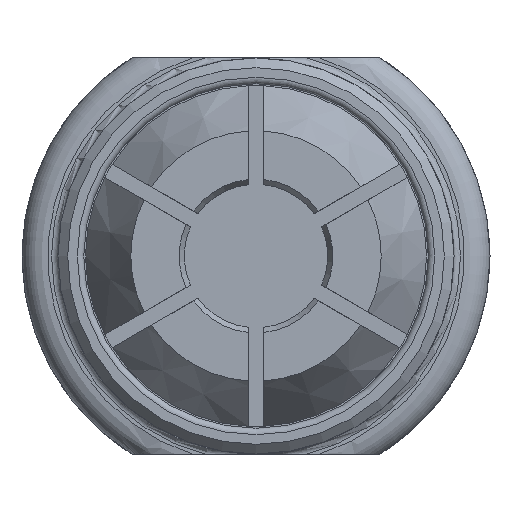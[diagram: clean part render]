
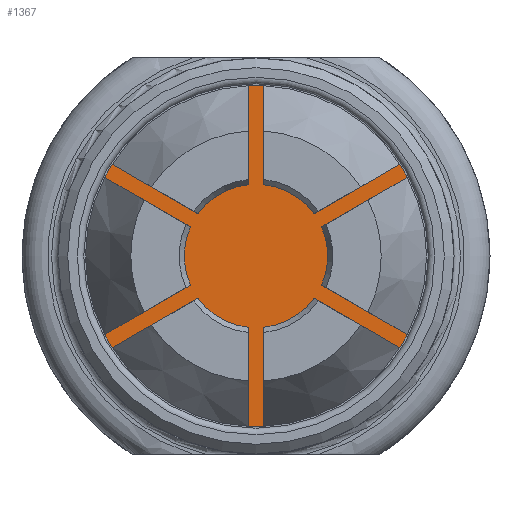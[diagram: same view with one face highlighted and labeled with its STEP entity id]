
A CAD part, left-side view. The second image highlights one B-rep face of the part: STEP entity #1367.
In plain terms, the highlighted planar face has unit normal (-1, 0, 0).
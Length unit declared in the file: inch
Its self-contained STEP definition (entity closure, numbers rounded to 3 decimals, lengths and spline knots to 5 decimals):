
#60=PLANE($,#1488);
#227=FACE_OUTER_BOUND($,#307,.T.);
#307=EDGE_LOOP($,(#1013,#1014,#1015,#1016,#1017,#1018,#1019,#1020,#1021,
#1022,#1023,#1024,#1025,#1026,#1027,#1028,#1029,#1030,#1031,#1032,#1033,
#1034,#1035,#1036));
#413=LINE($,#2202,#478);
#414=LINE($,#2203,#479);
#415=LINE($,#2204,#480);
#416=LINE($,#2205,#481);
#417=LINE($,#2206,#482);
#418=LINE($,#2207,#483);
#419=LINE($,#2208,#484);
#420=LINE($,#2209,#485);
#421=LINE($,#2210,#486);
#422=LINE($,#2211,#487);
#423=LINE($,#2212,#488);
#424=LINE($,#2213,#489);
#478=VECTOR($,#1729,0.30683);
#479=VECTOR($,#1730,0.30683);
#480=VECTOR($,#1731,0.30683);
#481=VECTOR($,#1732,0.30683);
#482=VECTOR($,#1733,0.30683);
#483=VECTOR($,#1734,0.30683);
#484=VECTOR($,#1735,0.30683);
#485=VECTOR($,#1736,0.30683);
#486=VECTOR($,#1737,0.30683);
#487=VECTOR($,#1738,0.30683);
#488=VECTOR($,#1739,0.30683);
#489=VECTOR($,#1740,0.30683);
#520=CIRCLE($,#1436,0.52827);
#522=CIRCLE($,#1439,0.52827);
#524=CIRCLE($,#1442,0.52827);
#526=CIRCLE($,#1445,0.52827);
#528=CIRCLE($,#1448,0.52827);
#542=CIRCLE($,#1469,0.22216);
#544=CIRCLE($,#1472,0.22216);
#546=CIRCLE($,#1475,0.22216);
#548=CIRCLE($,#1478,0.22216);
#549=CIRCLE($,#1480,0.22216);
#552=CIRCLE($,#1484,0.22216);
#554=CIRCLE($,#1487,0.52827);
#597=VERTEX_POINT($,#1983);
#598=VERTEX_POINT($,#1985);
#601=VERTEX_POINT($,#1992);
#602=VERTEX_POINT($,#1994);
#605=VERTEX_POINT($,#2001);
#606=VERTEX_POINT($,#2003);
#609=VERTEX_POINT($,#2010);
#610=VERTEX_POINT($,#2012);
#613=VERTEX_POINT($,#2019);
#614=VERTEX_POINT($,#2021);
#641=VERTEX_POINT($,#2141);
#644=VERTEX_POINT($,#2146);
#645=VERTEX_POINT($,#2150);
#648=VERTEX_POINT($,#2155);
#649=VERTEX_POINT($,#2159);
#652=VERTEX_POINT($,#2164);
#653=VERTEX_POINT($,#2168);
#656=VERTEX_POINT($,#2173);
#658=VERTEX_POINT($,#2178);
#659=VERTEX_POINT($,#2180);
#661=VERTEX_POINT($,#2186);
#664=VERTEX_POINT($,#2191);
#665=VERTEX_POINT($,#2196);
#666=VERTEX_POINT($,#2198);
#733=EDGE_CURVE($,#597,#598,#520,.T.);
#737=EDGE_CURVE($,#601,#602,#522,.T.);
#741=EDGE_CURVE($,#605,#606,#524,.T.);
#745=EDGE_CURVE($,#609,#610,#526,.T.);
#749=EDGE_CURVE($,#613,#614,#528,.T.);
#790=EDGE_CURVE($,#644,#641,#542,.T.);
#794=EDGE_CURVE($,#648,#645,#544,.T.);
#798=EDGE_CURVE($,#652,#649,#546,.T.);
#802=EDGE_CURVE($,#656,#653,#548,.T.);
#804=EDGE_CURVE($,#658,#659,#549,.T.);
#810=EDGE_CURVE($,#664,#661,#552,.T.);
#813=EDGE_CURVE($,#665,#666,#554,.T.);
#815=EDGE_CURVE($,#666,#644,#413,.T.);
#816=EDGE_CURVE($,#659,#665,#414,.T.);
#817=EDGE_CURVE($,#598,#658,#415,.T.);
#818=EDGE_CURVE($,#661,#597,#416,.T.);
#819=EDGE_CURVE($,#602,#664,#417,.T.);
#820=EDGE_CURVE($,#653,#601,#418,.T.);
#821=EDGE_CURVE($,#606,#656,#419,.T.);
#822=EDGE_CURVE($,#649,#605,#420,.T.);
#823=EDGE_CURVE($,#610,#652,#421,.T.);
#824=EDGE_CURVE($,#645,#609,#422,.T.);
#825=EDGE_CURVE($,#614,#648,#423,.T.);
#826=EDGE_CURVE($,#641,#613,#424,.T.);
#1013=ORIENTED_EDGE($,*,*,#790,.F.);
#1014=ORIENTED_EDGE($,*,*,#815,.F.);
#1015=ORIENTED_EDGE($,*,*,#813,.F.);
#1016=ORIENTED_EDGE($,*,*,#816,.F.);
#1017=ORIENTED_EDGE($,*,*,#804,.F.);
#1018=ORIENTED_EDGE($,*,*,#817,.F.);
#1019=ORIENTED_EDGE($,*,*,#733,.F.);
#1020=ORIENTED_EDGE($,*,*,#818,.F.);
#1021=ORIENTED_EDGE($,*,*,#810,.F.);
#1022=ORIENTED_EDGE($,*,*,#819,.F.);
#1023=ORIENTED_EDGE($,*,*,#737,.F.);
#1024=ORIENTED_EDGE($,*,*,#820,.F.);
#1025=ORIENTED_EDGE($,*,*,#802,.F.);
#1026=ORIENTED_EDGE($,*,*,#821,.F.);
#1027=ORIENTED_EDGE($,*,*,#741,.F.);
#1028=ORIENTED_EDGE($,*,*,#822,.F.);
#1029=ORIENTED_EDGE($,*,*,#798,.F.);
#1030=ORIENTED_EDGE($,*,*,#823,.F.);
#1031=ORIENTED_EDGE($,*,*,#745,.F.);
#1032=ORIENTED_EDGE($,*,*,#824,.F.);
#1033=ORIENTED_EDGE($,*,*,#794,.F.);
#1034=ORIENTED_EDGE($,*,*,#825,.F.);
#1035=ORIENTED_EDGE($,*,*,#749,.F.);
#1036=ORIENTED_EDGE($,*,*,#826,.F.);
#1367=ADVANCED_FACE($,(#227),#60,.T.);
#1436=AXIS2_PLACEMENT_3D($,#1986,#1600,#1601);
#1439=AXIS2_PLACEMENT_3D($,#1995,#1608,#1609);
#1442=AXIS2_PLACEMENT_3D($,#2004,#1616,#1617);
#1445=AXIS2_PLACEMENT_3D($,#2013,#1624,#1625);
#1448=AXIS2_PLACEMENT_3D($,#2022,#1632,#1633);
#1469=AXIS2_PLACEMENT_3D($,#2148,#1677,#1678);
#1472=AXIS2_PLACEMENT_3D($,#2157,#1685,#1686);
#1475=AXIS2_PLACEMENT_3D($,#2166,#1693,#1694);
#1478=AXIS2_PLACEMENT_3D($,#2175,#1701,#1702);
#1480=AXIS2_PLACEMENT_3D($,#2181,#1706,#1707);
#1484=AXIS2_PLACEMENT_3D($,#2193,#1717,#1718);
#1487=AXIS2_PLACEMENT_3D($,#2199,#1724,#1725);
#1488=AXIS2_PLACEMENT_3D($,#2201,#1727,#1728);
#1600=DIRECTION('center_axis',(1.,0.,0.));
#1601=DIRECTION('ref_axis',(0.,0.044,-0.999));
#1608=DIRECTION('center_axis',(1.,0.,0.));
#1609=DIRECTION('ref_axis',(0.,-0.843,-0.538));
#1616=DIRECTION('center_axis',(1.,0.,0.));
#1617=DIRECTION('ref_axis',(0.,-0.887,0.461));
#1624=DIRECTION('center_axis',(1.,0.,0.));
#1625=DIRECTION('ref_axis',(0.,-0.044,
0.999));
#1632=DIRECTION('center_axis',(1.,0.,0.));
#1633=DIRECTION('ref_axis',(0.,0.843,0.538));
#1677=DIRECTION('center_axis',(1.,0.,0.));
#1678=DIRECTION('ref_axis',(0.,0.,-1.));
#1685=DIRECTION('center_axis',(1.,0.,0.));
#1686=DIRECTION('ref_axis',(0.,0.,-1.));
#1693=DIRECTION('center_axis',(1.,0.,0.));
#1694=DIRECTION('ref_axis',(0.,0.,-1.));
#1701=DIRECTION('center_axis',(1.,0.,0.));
#1702=DIRECTION('ref_axis',(0.,0.,-1.));
#1706=DIRECTION('center_axis',(1.,0.,0.));
#1707=DIRECTION('ref_axis',(0.,0.,-1.));
#1717=DIRECTION('center_axis',(1.,0.,0.));
#1718=DIRECTION('ref_axis',(0.,0.,-1.));
#1724=DIRECTION('center_axis',(1.,0.,0.));
#1725=DIRECTION('ref_axis',(0.,0.887,-0.461));
#1727=DIRECTION('center_axis',(-1.,0.,0.));
#1728=DIRECTION('ref_axis',(0.,0.,1.));
#1729=DIRECTION($,(0.,-0.866,0.5));
#1730=DIRECTION($,(0.,0.866,-0.5));
#1731=DIRECTION($,(0.,0.,1.));
#1732=DIRECTION($,(0.,0.,-1.));
#1733=DIRECTION($,(0.,0.866,0.5));
#1734=DIRECTION($,(0.,-0.866,-0.5));
#1735=DIRECTION($,(0.,0.866,-0.5));
#1736=DIRECTION($,(0.,-0.866,0.5));
#1737=DIRECTION($,(0.,0.,-1.));
#1738=DIRECTION($,(0.,0.,1.));
#1739=DIRECTION($,(0.,-0.866,-0.5));
#1740=DIRECTION($,(0.,0.866,0.5));
#1983=CARTESIAN_POINT('',(-0.701,-0.0235,-0.52775));
#1985=CARTESIAN_POINT('',(-0.701,0.0235,-0.52775));
#1986=CARTESIAN_POINT('Origin',(-0.701,0.,
0.));
#1992=CARTESIAN_POINT('',(-0.701,-0.46879,-0.24352));
#1994=CARTESIAN_POINT('',(-0.701,-0.44529,-0.28423));
#1995=CARTESIAN_POINT('Origin',(-0.701,0.,
0.));
#2001=CARTESIAN_POINT('',(-0.701,-0.44529,0.28423));
#2003=CARTESIAN_POINT('',(-0.701,-0.46879,0.24352));
#2004=CARTESIAN_POINT('Origin',(-0.701,0.,
0.));
#2010=CARTESIAN_POINT('',(-0.701,0.0235,0.52775));
#2012=CARTESIAN_POINT('',(-0.701,-0.0235,0.52775));
#2013=CARTESIAN_POINT('Origin',(-0.701,0.,
0.));
#2019=CARTESIAN_POINT('',(-0.701,0.46879,0.24352));
#2021=CARTESIAN_POINT('',(-0.701,0.44529,0.28423));
#2022=CARTESIAN_POINT('Origin',(-0.701,0.,
0.));
#2141=CARTESIAN_POINT('',(-0.701,0.20307,0.09011));
#2146=CARTESIAN_POINT('',(-0.701,0.20307,-0.09011));
#2148=CARTESIAN_POINT('Origin',(-0.701,0.,
0.));
#2150=CARTESIAN_POINT('',(-0.701,0.0235,0.22092));
#2155=CARTESIAN_POINT('',(-0.701,0.17957,0.13081));
#2157=CARTESIAN_POINT('Origin',(-0.701,0.,
0.));
#2159=CARTESIAN_POINT('',(-0.701,-0.17957,0.13081));
#2164=CARTESIAN_POINT('',(-0.701,-0.0235,0.22092));
#2166=CARTESIAN_POINT('Origin',(-0.701,0.,
0.));
#2168=CARTESIAN_POINT('',(-0.701,-0.20307,-0.09011));
#2173=CARTESIAN_POINT('',(-0.701,-0.20307,0.09011));
#2175=CARTESIAN_POINT('Origin',(-0.701,0.,
0.));
#2178=CARTESIAN_POINT('',(-0.701,0.0235,-0.22092));
#2180=CARTESIAN_POINT('',(-0.701,0.17957,-0.13081));
#2181=CARTESIAN_POINT('Origin',(-0.701,0.,
0.));
#2186=CARTESIAN_POINT('',(-0.701,-0.0235,-0.22092));
#2191=CARTESIAN_POINT('',(-0.701,-0.17957,-0.13081));
#2193=CARTESIAN_POINT('Origin',(-0.701,0.,
0.));
#2196=CARTESIAN_POINT('',(-0.701,0.44529,-0.28423));
#2198=CARTESIAN_POINT('',(-0.701,0.46879,-0.24352));
#2199=CARTESIAN_POINT('Origin',(-0.701,0.,
0.));
#2201=CARTESIAN_POINT('Origin',(-0.701,0.,
0.));
#2202=CARTESIAN_POINT($,(-0.701,0.20307,-0.09011));
#2203=CARTESIAN_POINT($,(-0.701,0.44529,-0.28423));
#2204=CARTESIAN_POINT($,(-0.701,0.0235,-0.22092));
#2205=CARTESIAN_POINT($,(-0.701,-0.0235,-0.52775));
#2206=CARTESIAN_POINT($,(-0.701,-0.17957,-0.13081));
#2207=CARTESIAN_POINT($,(-0.701,-0.46879,-0.24352));
#2208=CARTESIAN_POINT($,(-0.701,-0.20307,0.09011));
#2209=CARTESIAN_POINT($,(-0.701,-0.44529,0.28423));
#2210=CARTESIAN_POINT($,(-0.701,-0.0235,0.22092));
#2211=CARTESIAN_POINT($,(-0.701,0.0235,0.52775));
#2212=CARTESIAN_POINT($,(-0.701,0.17957,0.13081));
#2213=CARTESIAN_POINT($,(-0.701,0.46879,0.24352));
